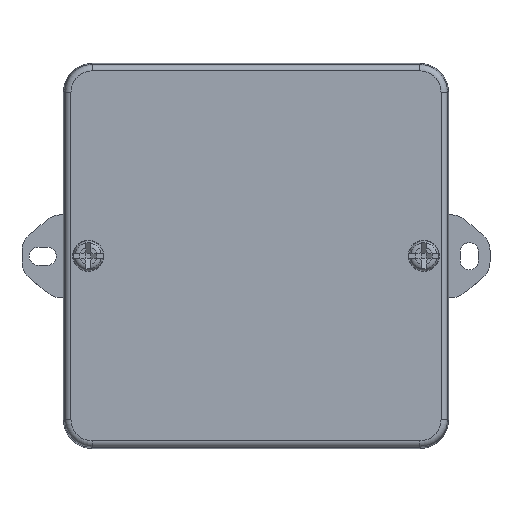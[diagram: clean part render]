
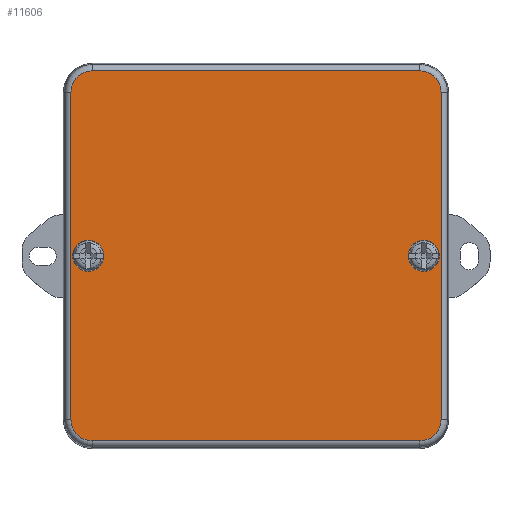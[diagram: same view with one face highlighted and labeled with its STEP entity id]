
A CAD part, top view. The second image highlights one B-rep face of the part: STEP entity #11606.
In plain terms, the highlighted face is planar.
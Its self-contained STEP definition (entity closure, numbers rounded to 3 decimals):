
#1100=CIRCLE('',#12803,5.172);
#1101=CIRCLE('',#12804,5.172);
#1102=CIRCLE('',#12805,5.172);
#1103=CIRCLE('',#12806,5.172);
#1104=CIRCLE('',#12807,3.75);
#1105=CIRCLE('',#12808,3.75);
#1106=CIRCLE('',#12809,3.75);
#1107=CIRCLE('',#12810,3.75);
#2038=VERTEX_POINT('',#19531);
#2039=VERTEX_POINT('',#19532);
#2040=VERTEX_POINT('',#19534);
#2041=VERTEX_POINT('',#19536);
#2042=VERTEX_POINT('',#19538);
#2043=VERTEX_POINT('',#19540);
#2044=VERTEX_POINT('',#19542);
#2045=VERTEX_POINT('',#19544);
#2046=VERTEX_POINT('',#19547);
#2047=VERTEX_POINT('',#19548);
#2048=VERTEX_POINT('',#19551);
#2049=VERTEX_POINT('',#19552);
#3044=VECTOR('',#15589,1.);
#3045=VECTOR('',#15592,1.);
#3046=VECTOR('',#15595,1.);
#3047=VECTOR('',#15598,1.);
#4060=LINE('',#19530,#3044);
#4061=LINE('',#19535,#3045);
#4062=LINE('',#19539,#3046);
#4063=LINE('',#19543,#3047);
#5650=EDGE_CURVE('',#2038,#2039,#4060,.T.);
#5651=EDGE_CURVE('',#2039,#2040,#1100,.T.);
#5652=EDGE_CURVE('',#2040,#2041,#4061,.T.);
#5653=EDGE_CURVE('',#2041,#2042,#1101,.T.);
#5654=EDGE_CURVE('',#2042,#2043,#4062,.T.);
#5655=EDGE_CURVE('',#2043,#2044,#1102,.T.);
#5656=EDGE_CURVE('',#2044,#2045,#4063,.T.);
#5657=EDGE_CURVE('',#2045,#2038,#1103,.T.);
#5658=EDGE_CURVE('',#2046,#2047,#1104,.T.);
#5659=EDGE_CURVE('',#2047,#2046,#1105,.T.);
#5660=EDGE_CURVE('',#2048,#2049,#1106,.T.);
#5661=EDGE_CURVE('',#2049,#2048,#1107,.T.);
#8678=ORIENTED_EDGE('',*,*,#5650,.T.);
#8679=ORIENTED_EDGE('',*,*,#5651,.T.);
#8680=ORIENTED_EDGE('',*,*,#5652,.T.);
#8681=ORIENTED_EDGE('',*,*,#5653,.T.);
#8682=ORIENTED_EDGE('',*,*,#5654,.T.);
#8683=ORIENTED_EDGE('',*,*,#5655,.T.);
#8684=ORIENTED_EDGE('',*,*,#5656,.T.);
#8685=ORIENTED_EDGE('',*,*,#5657,.T.);
#8686=ORIENTED_EDGE('',*,*,#5658,.F.);
#8687=ORIENTED_EDGE('',*,*,#5659,.F.);
#8688=ORIENTED_EDGE('',*,*,#5660,.T.);
#8689=ORIENTED_EDGE('',*,*,#5661,.T.);
#10162=EDGE_LOOP('',(#8678,#8679,#8680,#8681,#8682,#8683,#8684,#8685));
#10163=EDGE_LOOP('',(#8686,#8687));
#10164=EDGE_LOOP('',(#8688,#8689));
#10910=FACE_BOUND('',#10162,.T.);
#10911=FACE_BOUND('',#10163,.T.);
#10912=FACE_BOUND('',#10164,.T.);
#11606=ADVANCED_FACE('',(#10910,#10911,#10912),#20846,.F.);
#12802=AXIS2_PLACEMENT_3D('',#19529,#15588,$);
#12803=AXIS2_PLACEMENT_3D('',#19533,#15590,#15591);
#12804=AXIS2_PLACEMENT_3D('',#19537,#15593,#15594);
#12805=AXIS2_PLACEMENT_3D('',#19541,#15596,#15597);
#12806=AXIS2_PLACEMENT_3D('',#19545,#15599,#15600);
#12807=AXIS2_PLACEMENT_3D('',#19546,#15601,#15602);
#12808=AXIS2_PLACEMENT_3D('',#19549,#15603,#15604);
#12809=AXIS2_PLACEMENT_3D('',#19550,#15605,#15606);
#12810=AXIS2_PLACEMENT_3D('',#19553,#15607,#15608);
#15588=DIRECTION('',(0.,0.,1.));
#15589=DIRECTION('',(1.,0.,0.));
#15590=DIRECTION('',(0.,0.,-1.));
#15591=DIRECTION('',(0.,5.172,0.));
#15592=DIRECTION('',(0.,-1.,0.));
#15593=DIRECTION('',(0.,0.,-1.));
#15594=DIRECTION('',(5.172,0.,0.));
#15595=DIRECTION('',(-1.,0.,0.));
#15596=DIRECTION('',(0.,0.,-1.));
#15597=DIRECTION('',(0.,-5.172,0.));
#15598=DIRECTION('',(0.,1.,0.));
#15599=DIRECTION('',(0.,0.,-1.));
#15600=DIRECTION('',(-5.172,0.,0.));
#15601=DIRECTION('',(0.,0.,-1.));
#15602=DIRECTION('',(0.,3.75,0.));
#15603=DIRECTION('',(0.,0.,-1.));
#15604=DIRECTION('',(0.,-3.75,0.));
#15605=DIRECTION('',(0.,0.,1.));
#15606=DIRECTION('',(0.,-3.75,0.));
#15607=DIRECTION('',(0.,0.,1.));
#15608=DIRECTION('',(0.,3.75,0.));
#19529=CARTESIAN_POINT('',(0.,0.,0.));
#19530=CARTESIAN_POINT('',(-39.5,44.672,0.));
#19531=CARTESIAN_POINT('',(-39.5,44.672,0.));
#19532=CARTESIAN_POINT('',(39.5,44.672,0.));
#19533=CARTESIAN_POINT('',(39.5,39.5,0.));
#19534=CARTESIAN_POINT('',(44.672,39.5,0.));
#19535=CARTESIAN_POINT('',(44.672,39.5,0.));
#19536=CARTESIAN_POINT('',(44.672,-39.5,0.));
#19537=CARTESIAN_POINT('',(39.5,-39.5,0.));
#19538=CARTESIAN_POINT('',(39.5,-44.672,0.));
#19539=CARTESIAN_POINT('',(39.5,-44.672,0.));
#19540=CARTESIAN_POINT('',(-39.5,-44.672,0.));
#19541=CARTESIAN_POINT('',(-39.5,-39.5,0.));
#19542=CARTESIAN_POINT('',(-44.672,-39.5,0.));
#19543=CARTESIAN_POINT('',(-44.672,-39.5,0.));
#19544=CARTESIAN_POINT('',(-44.672,39.5,0.));
#19545=CARTESIAN_POINT('',(-39.5,39.5,0.));
#19546=CARTESIAN_POINT('',(0.,-40.5,0.));
#19547=CARTESIAN_POINT('',(0.,-36.75,0.));
#19548=CARTESIAN_POINT('',(0.,-44.25,0.));
#19549=CARTESIAN_POINT('',(0.,-40.5,0.));
#19550=CARTESIAN_POINT('',(0.,40.5,0.));
#19551=CARTESIAN_POINT('',(0.,36.75,0.));
#19552=CARTESIAN_POINT('',(0.,44.25,0.));
#19553=CARTESIAN_POINT('',(0.,40.5,0.));
#20846=PLANE('',#12802);
